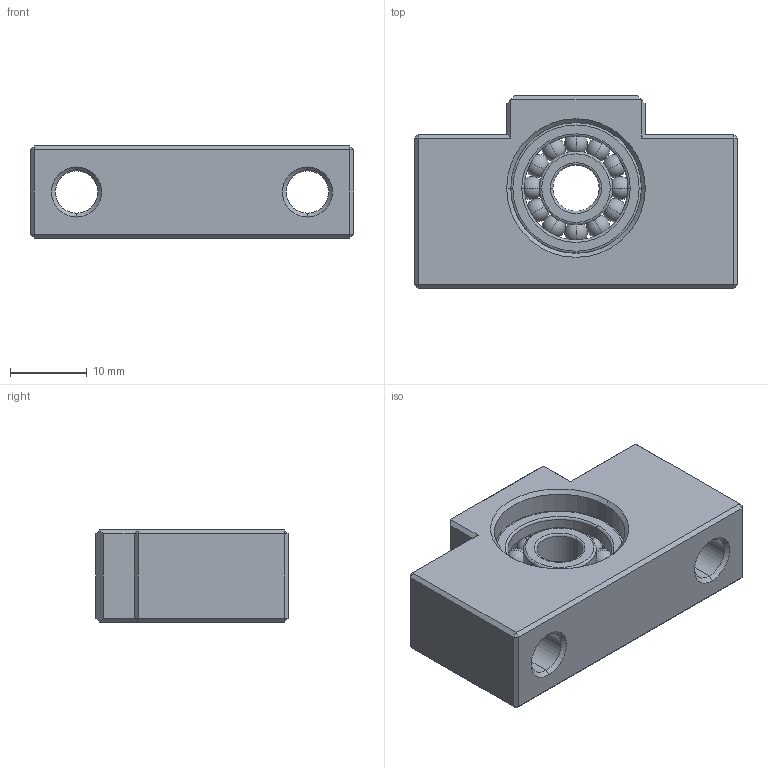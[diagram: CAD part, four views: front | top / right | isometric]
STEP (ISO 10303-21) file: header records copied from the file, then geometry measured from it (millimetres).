
FILE_DESCRIPTION(('HOOPS Exchange Step'),'2;1');
FILE_NAME('export-F372BFA1-1704-45B4-9F10-4BF32C77C7C3.stp','2024-06-22T14:22:44+02:00',('Engineering'),('Alibre'),'HOOPS Exchange 2023.0','Alibre','Unknown authorisation');
FILE_SCHEMA( ('AP242_MANAGED_MODEL_BASED_3D_ENGINEERING_MIM_LF {1 0 10303 442 1 1 4 }') );
Length unit declared in the file: millimetre
Products named in the file (1): 6879 EF06_C3 Floating Ballscrew Support Units (C3 Quality)
Bounding box: 42 x 25 x 12 mm (x, y, z)
Surface area: 5353 mm2 (no closed solid volume)
Topology: 0 solids, 15 shells, 144 faces, 352 edges, 190 vertices
Faces by surface type: sphere 48, plane 44, torus 20, cylinder 20, cone 12
Entity records: 3943 total; most frequent: DIRECTION 786, CARTESIAN_POINT 640, ORIENTED_EDGE 592, AXIS2_PLACEMENT_3D 336, EDGE_CURVE 304, VERTEX_POINT 190, CIRCLE 190, EDGE_LOOP 154
